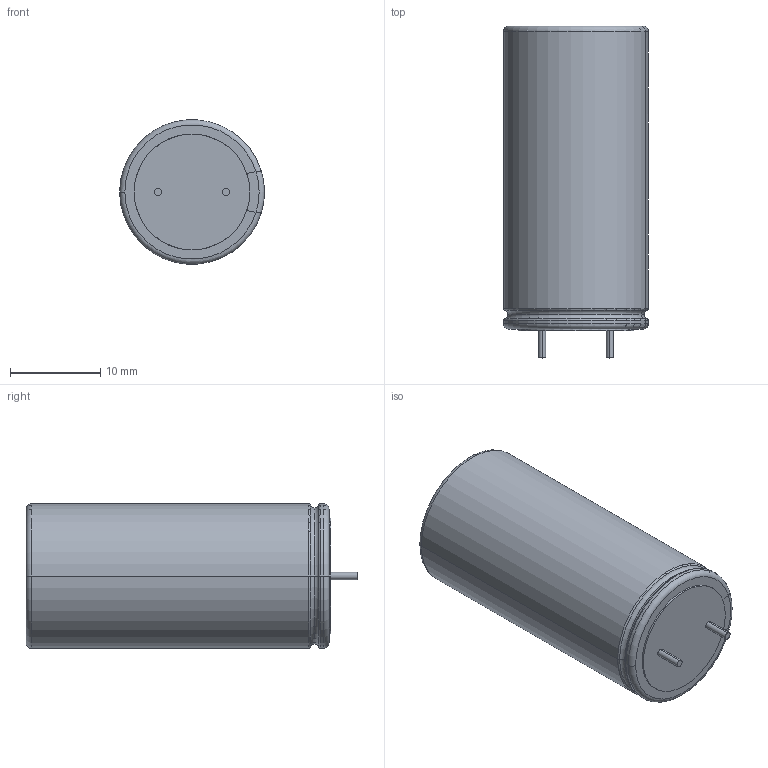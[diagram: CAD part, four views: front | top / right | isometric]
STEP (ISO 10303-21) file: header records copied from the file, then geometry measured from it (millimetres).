
FILE_DESCRIPTION (( 'STEP AP214' ), '1' );
FILE_NAME ('CAP ALTH D-16MM L-7.5MM H-33.5MM.STEP', '2017-01-07T08:47:41', ( '' ), ( '' ), 'SwSTEP 2.0', 'SolidWorks 2016', '' );
FILE_SCHEMA (( 'AUTOMOTIVE_DESIGN' ));
Length unit declared in the file: millimetre
Products named in the file (1): CAP ALTH D-16MM L-7.5MM H-33.5MM
Bounding box: 16 x 36.7 x 15.97 mm (x, y, z)
Volume: 6734.1 mm3; surface area: 2104.6 mm2
Topology: 1 solids, 1 shells, 56 faces, 149 edges, 111 vertices
Faces by surface type: cylinder 30, torus 18, plane 8
Entity records: 2584 total; most frequent: CARTESIAN_POINT 767, ORIENTED_EDGE 298, DIRECTION 278, EDGE_CURVE 149, AXIS2_PLACEMENT_3D 114, VERTEX_POINT 111, EDGE_LOOP 72, CIRCLE 57
